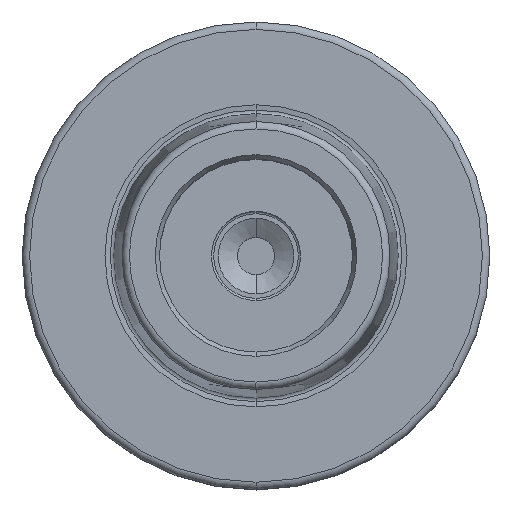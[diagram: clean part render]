
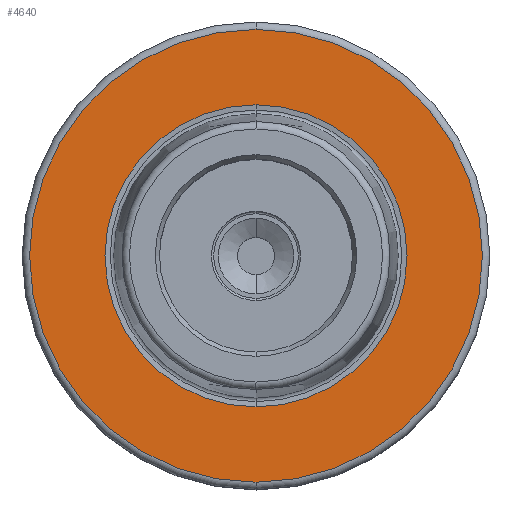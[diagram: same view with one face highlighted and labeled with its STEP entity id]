
A CAD part, top view. The second image highlights one B-rep face of the part: STEP entity #4640.
In plain terms, the highlighted planar face has unit normal (0, 0, 1).
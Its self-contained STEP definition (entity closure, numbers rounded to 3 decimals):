
#176=CARTESIAN_POINT('',(0,0,26));
#177=DIRECTION('',(0,0,1));
#178=DIRECTION('',(0,1,0));
#179=AXIS2_PLACEMENT_3D('',#176,#177,#178);
#181=CARTESIAN_POINT('',(0,0,26));
#182=DIRECTION('',(0,0,1));
#183=DIRECTION('',(0,-1,0));
#184=AXIS2_PLACEMENT_3D('',#181,#182,#183);
#194=CARTESIAN_POINT('',(0,0,26));
#195=DIRECTION('',(0,0,1));
#196=DIRECTION('',(0,1,0));
#197=AXIS2_PLACEMENT_3D('',#194,#195,#196);
#199=CARTESIAN_POINT('',(0,0,26));
#200=DIRECTION('',(0,0,-1));
#201=DIRECTION('',(0,1,0));
#202=AXIS2_PLACEMENT_3D('',#199,#200,#201);
#3774=CARTESIAN_POINT('',(0,20.344,26));
#3776=VERTEX_POINT('',#3774);
#3804=CARTESIAN_POINT('',(0,-20.344,26));
#3806=VERTEX_POINT('',#3804);
#3850=CARTESIAN_POINT('',(0,30.5,26));
#3851=CARTESIAN_POINT('',(0,-30.5,26));
#3852=VERTEX_POINT('',#3850);
#3853=VERTEX_POINT('',#3851);
#4624=CARTESIAN_POINT('',(0,0,26));
#4625=DIRECTION('',(0,0,-1));
#4626=DIRECTION('',(0,-1,0));
#4627=AXIS2_PLACEMENT_3D('',#4624,#4625,#4626);
#4628=PLANE('',#4627);
#4630=ORIENTED_EDGE('',*,*,#4629,.F.);
#4631=ORIENTED_EDGE('',*,*,#4614,.F.);
#4632=EDGE_LOOP('',(#4630,#4631));
#4633=FACE_OUTER_BOUND('',#4632,.F.);
#4635=ORIENTED_EDGE('',*,*,#4634,.T.);
#4637=ORIENTED_EDGE('',*,*,#4636,.F.);
#4638=EDGE_LOOP('',(#4635,#4637));
#4639=FACE_BOUND('',#4638,.F.);
#4640=ADVANCED_FACE('',(#4633,#4639),#4628,.F.);
#180=CIRCLE('',#179,30.5);
#185=CIRCLE('',#184,30.5);
#198=CIRCLE('',#197,20.344);
#203=CIRCLE('',#202,20.344);
#4614=EDGE_CURVE('',#3853,#3852,#185,.T.);
#4629=EDGE_CURVE('',#3852,#3853,#180,.T.);
#4634=EDGE_CURVE('',#3776,#3806,#198,.T.);
#4636=EDGE_CURVE('',#3776,#3806,#203,.T.);
